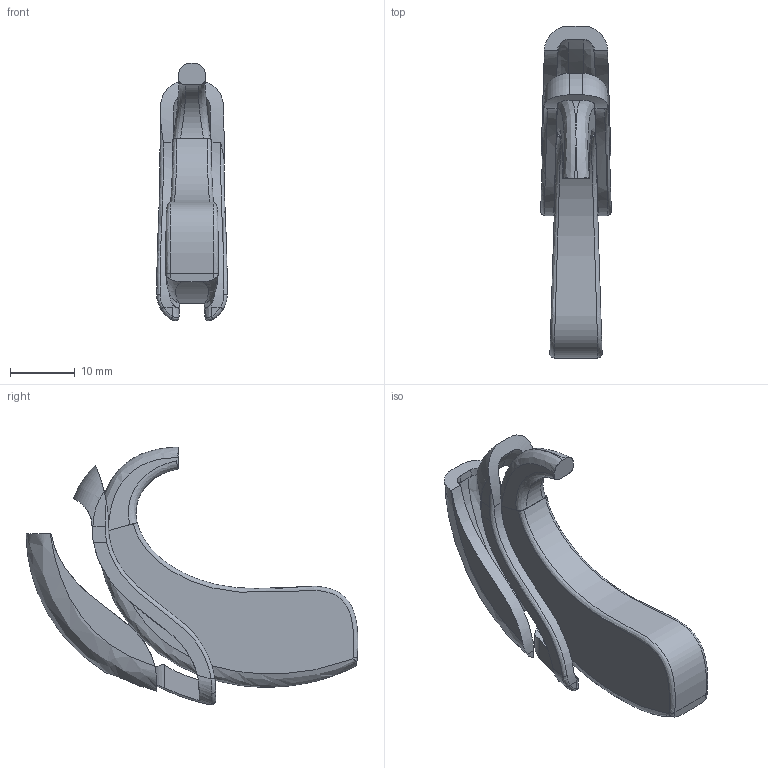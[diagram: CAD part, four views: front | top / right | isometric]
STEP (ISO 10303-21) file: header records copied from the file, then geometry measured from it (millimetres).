
FILE_DESCRIPTION(/* description */ (''),/* implementation_level */ '2;1');
FILE_NAME(/* name */ 'audiology2 v2.step',/* time_stamp */ '2024-11-15T14:43:12-05:00',/* author */ (''),/* organization */ (''),/* preprocessor_version */ 'ST-DEVELOPER v20',/* originating_system */ 'Autodesk Translation Framework v13.20.0.188',/* authorisation */ '');
FILE_SCHEMA (('AUTOMOTIVE_DESIGN { 1 0 10303 214 3 1 1 }'));
Length unit declared in the file: inch
Products named in the file (3): audiology2; Component1; Component2
Assembly tree (2 placements, depth 2):
  audiology2
    Component1
    Component2
Bounding box: 10.9 x 51.23 x 39.78 mm (x, y, z)
Volume: 5344.5 mm3; surface area: 4234.1 mm2
Topology: 4 solids, 4 shells, 153 faces, 425 edges, 278 vertices
Faces by surface type: bspline 96, plane 36, cylinder 13, cone 4, torus 4
Entity records: 9740 total; most frequent: CARTESIAN_POINT 6631, ORIENTED_EDGE 850, EDGE_CURVE 425, B_SPLINE_CURVE_WITH_KNOTS 321, VERTEX_POINT 278, DIRECTION 269, FACE_OUTER_BOUND 153, EDGE_LOOP 153
